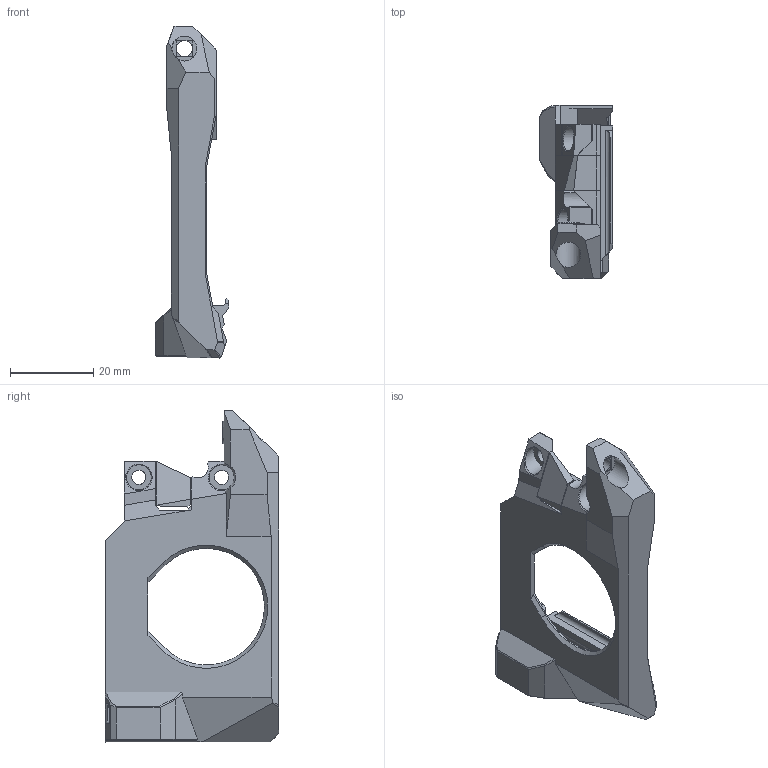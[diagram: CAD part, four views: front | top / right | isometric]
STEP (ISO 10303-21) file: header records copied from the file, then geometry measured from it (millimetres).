
FILE_DESCRIPTION(/* description */ (''),/* implementation_level */ '2;1');
FILE_NAME(/* name */ '[a]_HX0_LC_left_duct_standard_x1 v1.step',/* time_stamp */ '2025-05-03T00:20:39+12:00',/* author */ (''),/* organization */ (''),/* preprocessor_version */ 'ST-DEVELOPER v20.1',/* originating_system */ 'Autodesk Translation Framework v14.4.0.0',/* authorisation */ '');
FILE_SCHEMA (('AUTOMOTIVE_DESIGN { 1 0 10303 214 3 1 1 }'));
Length unit declared in the file: millimetre
Products named in the file (1): Document
Bounding box: 17.57 x 41.6 x 79.75 mm (x, y, z)
Volume: 10630.3 mm3; surface area: 9453.2 mm2
Topology: 1 solids, 1 shells, 349 faces, 946 edges, 598 vertices
Faces by surface type: plane 245, cylinder 57, cone 29, bspline 16, torus 2
Full cylindrical faces by diameter (mm): 1.8 x2, 2 x1, 3.4 x2, 3.8 x1, 6 x3
Entity records: 12390 total; most frequent: CARTESIAN_POINT 3625, ORIENTED_EDGE 1892, DIRECTION 1701, EDGE_CURVE 946, LINE 721, VECTOR 721, VERTEX_POINT 598, AXIS2_PLACEMENT_3D 490
